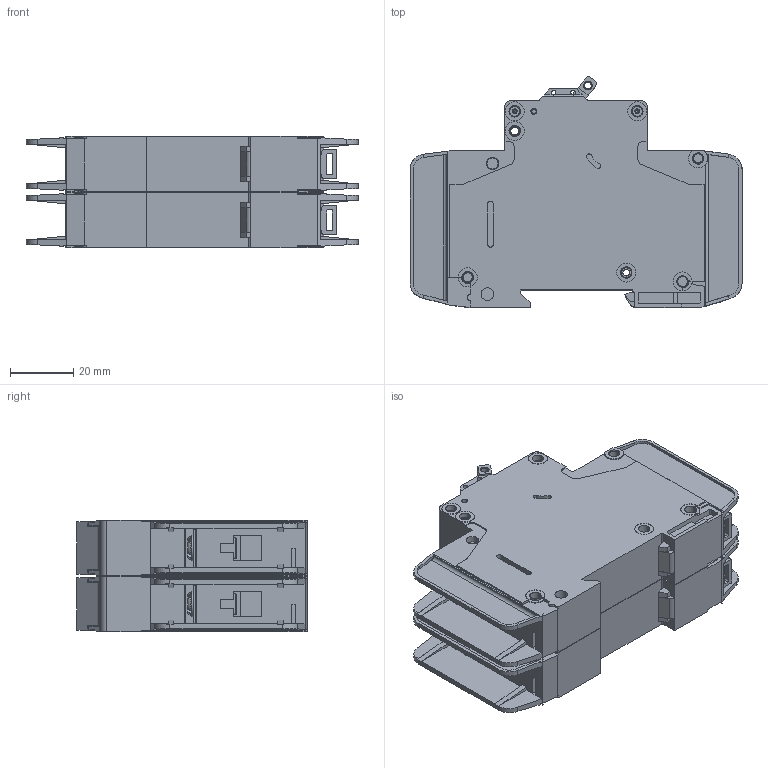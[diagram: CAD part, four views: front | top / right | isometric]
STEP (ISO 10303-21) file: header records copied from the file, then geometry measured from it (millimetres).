
FILE_DESCRIPTION (( 'STEP AP214' ), '1' );
FILE_NAME ('FAZ-C1P5-2-NA.step', '2015-08-06T18:59:04', ( '' ), ( '' ), 'SwSTEP 2.0', 'SolidWorks 2014', '' );
FILE_SCHEMA (( 'AUTOMOTIVE_DESIGN' ));
Length unit declared in the file: millimetre
Products named in the file (1): FAZ-C1P5-2-NA
Bounding box: 105 x 73.04 x 35.4 mm (x, y, z)
Volume: 155389.8 mm3; surface area: 49479.3 mm2
Topology: 6 solids, 10 shells, 1568 faces, 4106 edges, 2656 vertices
Faces by surface type: plane 818, cylinder 526, torus 154, bspline 36, cone 26, sphere 8
Entity records: 49005 total; most frequent: CARTESIAN_POINT 9783, DIRECTION 8276, ORIENTED_EDGE 8196, EDGE_CURVE 4098, AXIS2_PLACEMENT_3D 2881, VERTEX_POINT 2656, VECTOR 2514, LINE 2514
